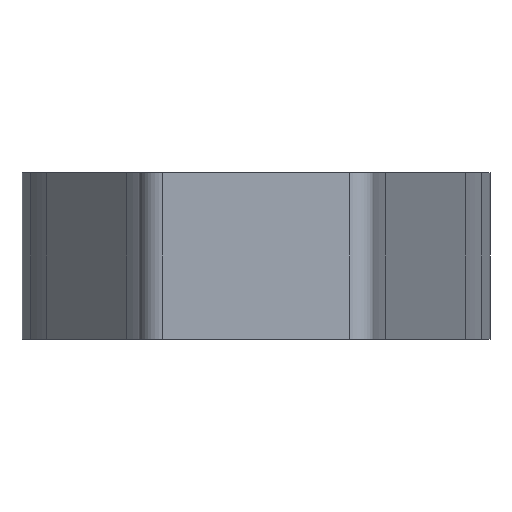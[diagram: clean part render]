
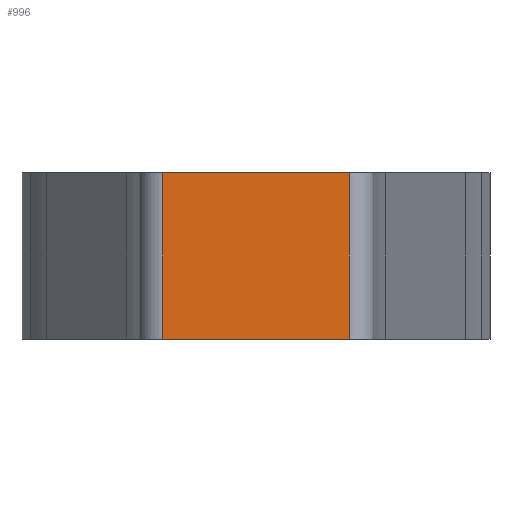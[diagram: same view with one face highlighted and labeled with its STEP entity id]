
A CAD part, front view. The second image highlights one B-rep face of the part: STEP entity #996.
In plain terms, the highlighted planar face has unit normal (0, -1, 0).
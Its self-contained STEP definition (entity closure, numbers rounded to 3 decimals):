
#36=PLANE('',#1109);
#80=FACE_OUTER_BOUND('',#135,.T.);
#135=EDGE_LOOP('',(#821,#822,#823,#824));
#208=LINE('',#1612,#301);
#227=LINE('',#1674,#320);
#228=LINE('',#1677,#321);
#229=LINE('',#1678,#322);
#301=VECTOR('',#1303,10.);
#320=VECTOR('',#1364,10.);
#321=VECTOR('',#1367,10.);
#322=VECTOR('',#1368,10.);
#457=VERTEX_POINT('',#1608);
#459=VERTEX_POINT('',#1611);
#481=VERTEX_POINT('',#1672);
#482=VERTEX_POINT('',#1676);
#579=EDGE_CURVE('',#457,#459,#208,.T.);
#612=EDGE_CURVE('',#481,#457,#227,.T.);
#613=EDGE_CURVE('',#482,#481,#228,.T.);
#614=EDGE_CURVE('',#459,#482,#229,.T.);
#821=ORIENTED_EDGE('',*,*,#612,.F.);
#822=ORIENTED_EDGE('',*,*,#613,.F.);
#823=ORIENTED_EDGE('',*,*,#614,.F.);
#824=ORIENTED_EDGE('',*,*,#579,.F.);
#996=ADVANCED_FACE('',(#80),#36,.T.);
#1109=AXIS2_PLACEMENT_3D('',#1675,#1365,#1366);
#1303=DIRECTION('',(1.,0.,0.));
#1364=DIRECTION('',(0.,0.,1.));
#1365=DIRECTION('center_axis',(0.,-1.,0.));
#1366=DIRECTION('ref_axis',(1.,0.,0.));
#1367=DIRECTION('',(-1.,0.,0.));
#1368=DIRECTION('',(0.,0.,-1.));
#1608=CARTESIAN_POINT('',(-19.55,-161.9,35.));
#1611=CARTESIAN_POINT('',(19.55,-161.9,35.));
#1612=CARTESIAN_POINT('',(-12.275,-161.9,35.));
#1672=CARTESIAN_POINT('',(-19.55,-161.9,0.));
#1674=CARTESIAN_POINT('',(-19.55,-161.9,0.));
#1675=CARTESIAN_POINT('Origin',(-24.55,-161.9,0.));
#1676=CARTESIAN_POINT('',(19.55,-161.9,0.));
#1677=CARTESIAN_POINT('',(24.55,-161.9,0.));
#1678=CARTESIAN_POINT('',(19.55,-161.9,0.));
